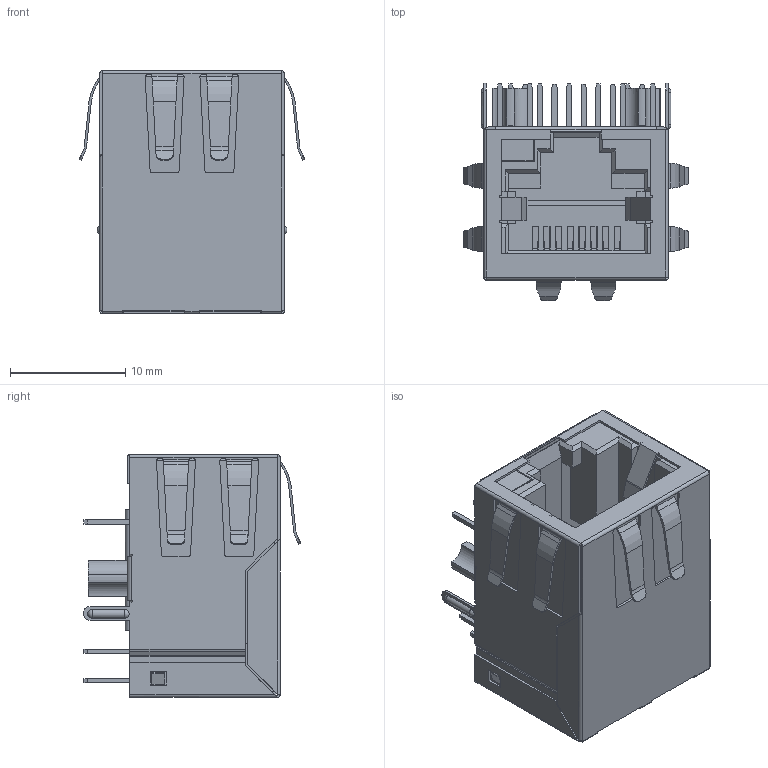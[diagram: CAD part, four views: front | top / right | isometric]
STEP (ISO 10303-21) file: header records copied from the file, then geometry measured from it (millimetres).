
FILE_DESCRIPTION((''),'2;1');
FILE_NAME('DGKYD111Q066EA2A1D','2023-10-10T09:54:40',('Administrator'),(''),'CREO PARAMETRIC BY PTC INC, 2019010','CREO PARAMETRIC BY PTC INC, 2019010','');
FILE_SCHEMA(('CONFIG_CONTROL_DESIGN'));
Length unit declared in the file: millimetre
Products named in the file (1): DGKYD111Q066EA2A1D
Bounding box: 19.58 x 18.89 x 21.1 mm (x, y, z)
Volume: 1970.7 mm3; surface area: 6632 mm2
Topology: 1 solids, 1 shells, 1347 faces, 4069 edges, 2673 vertices
Faces by surface type: plane 1047, cylinder 232, extrusion 64, sphere 4
Entity records: 48296 total; most frequent: CARTESIAN_POINT 11752, ORIENTED_EDGE 8138, DIRECTION 6851, EDGE_CURVE 4069, VECTOR 3381, LINE 3317, VERTEX_POINT 2673, AXIS2_PLACEMENT_3D 1735
